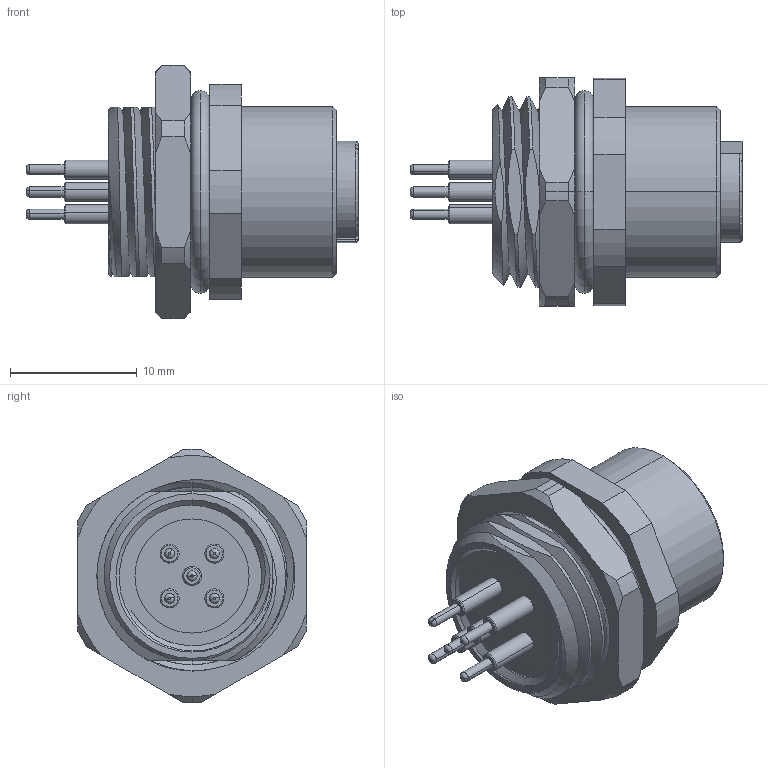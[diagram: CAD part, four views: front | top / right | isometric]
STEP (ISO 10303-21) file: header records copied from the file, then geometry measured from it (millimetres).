
FILE_DESCRIPTION (( 'STEP AP203' ), '1' );
FILE_NAME ('54-00381_revA.STEP', '2023-05-19T15:54:21', ( '' ), ( '' ), 'SwSTEP 2.0', 'SolidWorks 2021', '' );
FILE_SCHEMA (( 'CONFIG_CONTROL_DESIGN' ));
Length unit declared in the file: millimetre
Products named in the file (7): 54-00381_revA; 54-00381-05___; 54-00381-06___; 54-00381-04___; 54-00381-03___; 54-00381-02___; 54-00381-01___
Assembly tree (10 placements, depth 2):
  54-00381_revA
    54-00381-01___
    54-00381-02___
    54-00381-03___  x5
    54-00381-06___
    54-00381-05___
    54-00381-04___
Bounding box: 26.2 x 18 x 20 mm (x, y, z)
Volume: 2858.9 mm3; surface area: 5650.5 mm2
Topology: 11 solids, 11 shells, 365 faces, 905 edges, 574 vertices
Faces by surface type: cylinder 149, plane 111, cone 53, torus 43, bspline 9
Entity records: 11208 total; most frequent: CARTESIAN_POINT 4822, ORIENTED_EDGE 1214, DIRECTION 1132, EDGE_CURVE 607, AXIS2_PLACEMENT_3D 457, VERTEX_POINT 394, EDGE_LOOP 267, ADVANCED_FACE 237
